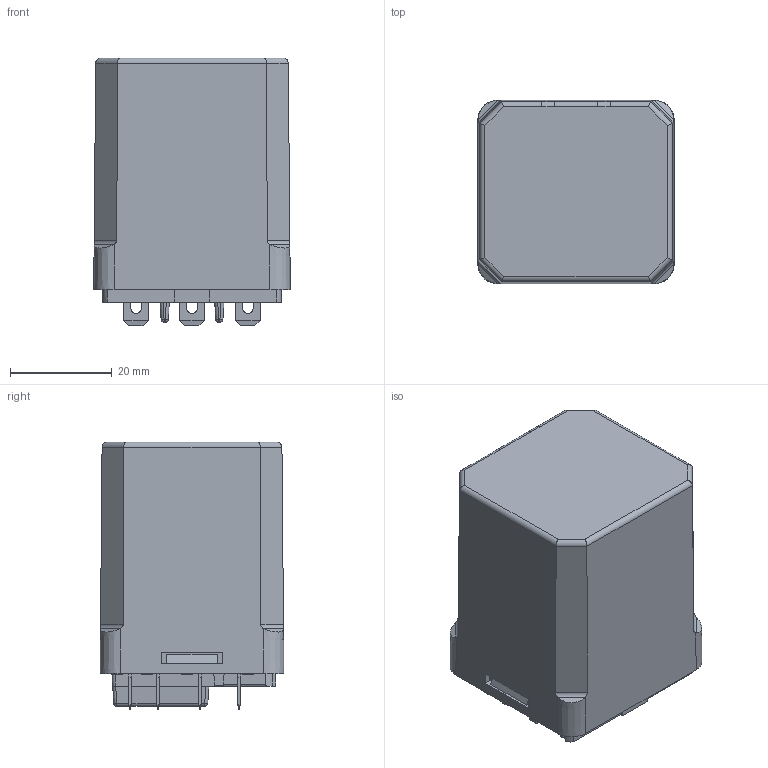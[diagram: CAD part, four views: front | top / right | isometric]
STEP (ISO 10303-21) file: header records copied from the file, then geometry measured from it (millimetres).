
FILE_DESCRIPTION (( 'STEP AP214' ), '1' );
FILE_NAME ('RUC faston 4,8x0,5.STEP', '2016-06-16T11:21:41', ( '' ), ( '' ), 'SwSTEP 2.0', 'SolidWorks 2016', '' );
FILE_SCHEMA (( 'AUTOMOTIVE_DESIGN' ));
Length unit declared in the file: millimetre
Products named in the file (1): RUC faston 4,8x0,5
Bounding box: 38.65 x 36.15 x 52.65 mm (x, y, z)
Volume: 20733.3 mm3; surface area: 18164 mm2
Topology: 1 solids, 3 shells, 601 faces, 1564 edges, 1004 vertices
Faces by surface type: plane 410, cylinder 103, bspline 72, sphere 8, cone 5, torus 3
Entity records: 27344 total; most frequent: CARTESIAN_POINT 7906, ORIENTED_EDGE 3128, DIRECTION 2519, EDGE_CURVE 1564, VECTOR 1193, LINE 1193, VERTEX_POINT 1004, AXIS2_PLACEMENT_3D 663
